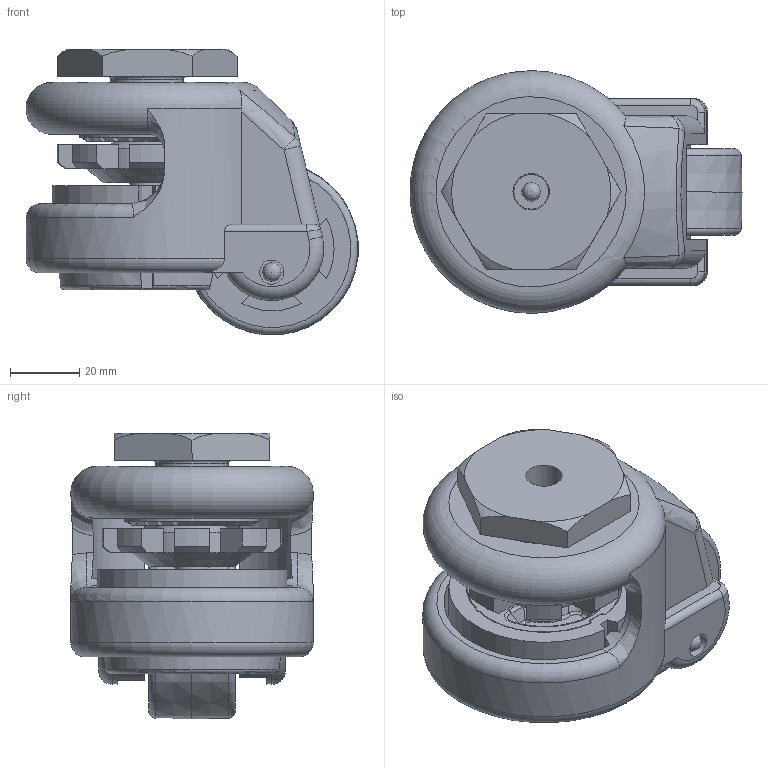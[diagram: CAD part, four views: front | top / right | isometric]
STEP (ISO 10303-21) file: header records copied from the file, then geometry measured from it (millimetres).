
FILE_DESCRIPTION((''),'2;1');
FILE_NAME('GDN-60S.stp','2010-12-27T17:05:18',('Administrator'),(''),'Autodesk Inventor 2009','Autodesk Inventor 2009','');
FILE_SCHEMA(('AUTOMOTIVE_DESIGN { 1 0 10303 214 1 1 1 1 }'));
Length unit declared in the file: millimetre
Products named in the file (1): GDN-60S
Bounding box: 95.9 x 70 x 82.5 mm (x, y, z)
Volume: 218093.5 mm3; surface area: 62853.5 mm2
Topology: 9 solids, 9 shells, 538 faces, 1387 edges, 883 vertices
Faces by surface type: plane 279, cylinder 136, cone 52, bspline 45, torus 20, sphere 6
Full cylindrical faces by diameter (mm): 2 x1, 3 x3, 7 x2, 8 x1, 8.4 x1, 10 x4, 10.5 x1, 20 x3, 21 x1, 25 x1, 27 x1, 39 x1, 39.4 x1
Entity records: 20444 total; most frequent: CARTESIAN_POINT 7883, ORIENTED_EDGE 2636, DIRECTION 2591, EDGE_CURVE 1318, AXIS2_PLACEMENT_3D 999, VERTEX_POINT 862, EDGE_LOOP 610, VECTOR 593
